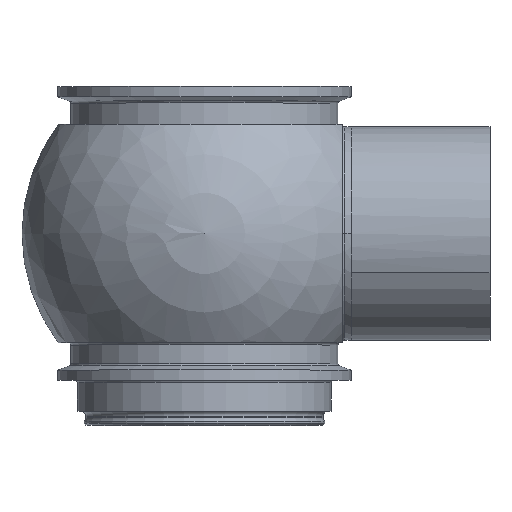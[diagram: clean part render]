
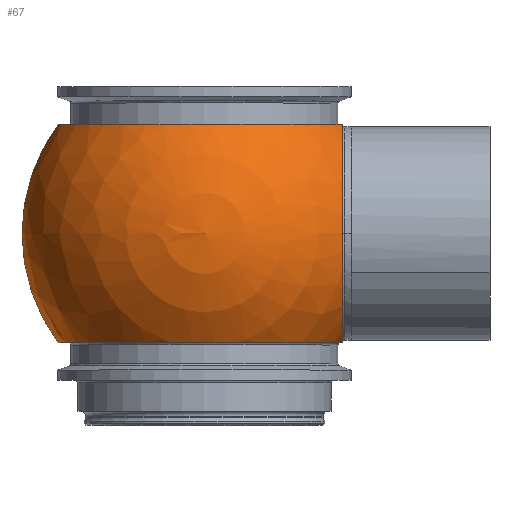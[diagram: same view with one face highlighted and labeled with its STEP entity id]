
A CAD part, top view. The second image highlights one B-rep face of the part: STEP entity #67.
In plain terms, the highlighted spherical face has radius 65.075 mm.
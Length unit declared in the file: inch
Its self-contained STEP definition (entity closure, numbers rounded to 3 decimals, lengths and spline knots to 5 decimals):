
#61 = DIRECTION ( 'NONE',  ( -1., 0., 0. ) ) ;
#67 = ADVANCED_FACE ( 'NONE', ( #829 ), #807, .T. ) ;
#96 = ORIENTED_EDGE ( 'NONE', *, *, #514, .F. ) ;
#128 = CARTESIAN_POINT ( 'NONE',  ( 1.938, 2.693, 0. ) ) ;
#136 = ORIENTED_EDGE ( 'NONE', *, *, #1284, .T. ) ;
#168 = DIRECTION ( 'NONE',  ( 0., 0., 1. ) ) ;
#184 = AXIS2_PLACEMENT_3D ( 'NONE', #128, #949, #244 ) ;
#190 = VERTEX_POINT ( 'NONE', #858 ) ;
#204 = DIRECTION ( 'NONE',  ( 0., 0., -1. ) ) ;
#240 = VERTEX_POINT ( 'NONE', #1381 ) ;
#244 = DIRECTION ( 'NONE',  ( 0., 0., 1. ) ) ;
#298 = CIRCLE ( 'NONE', #484, 2.052 ) ;
#301 = AXIS2_PLACEMENT_3D ( 'NONE', #1020, #328, #1133 ) ;
#328 = DIRECTION ( 'NONE',  ( 0., 1., 0. ) ) ;
#329 = CIRCLE ( 'NONE', #1169, 2.562 ) ;
#407 = VERTEX_POINT ( 'NONE', #1001 ) ;
#484 = AXIS2_PLACEMENT_3D ( 'NONE', #1398, #757, #61 ) ;
#514 = EDGE_CURVE ( 'NONE', #407, #240, #329, .T. ) ;
#523 = DIRECTION ( 'NONE',  ( -1., 0., 0. ) ) ;
#524 = ORIENTED_EDGE ( 'NONE', *, *, #1365, .F. ) ;
#526 = ORIENTED_EDGE ( 'NONE', *, *, #1124, .F. ) ;
#725 = CARTESIAN_POINT ( 'NONE',  ( 1.938, 4.227, 0.67442 ) ) ;
#757 = DIRECTION ( 'NONE',  ( 0., 1., 0. ) ) ;
#807 = SPHERICAL_SURFACE ( 'NONE', #1294, 2.562 ) ;
#829 = FACE_OUTER_BOUND ( 'NONE', #962, .T. ) ;
#843 = CIRCLE ( 'NONE', #301, 2.05498 ) ;
#858 = CARTESIAN_POINT ( 'NONE',  ( 1.938, 1.163, 0.68345 ) ) ;
#906 = CARTESIAN_POINT ( 'NONE',  ( 0., 2.693, 0. ) ) ;
#949 = DIRECTION ( 'NONE',  ( 1., 0., 0. ) ) ;
#962 = EDGE_LOOP ( 'NONE', ( #96, #136, #524, #526 ) ) ;
#984 = VERTEX_POINT ( 'NONE', #725 ) ;
#1001 = CARTESIAN_POINT ( 'NONE',  ( -2.05498, 1.163, 0. ) ) ;
#1019 = DIRECTION ( 'NONE',  ( -1., 0., 0. ) ) ;
#1020 = CARTESIAN_POINT ( 'NONE',  ( 0., 1.163, 0. ) ) ;
#1124 = EDGE_CURVE ( 'NONE', #240, #984, #298, .T. ) ;
#1133 = DIRECTION ( 'NONE',  ( -1., 0., 0. ) ) ;
#1149 = CIRCLE ( 'NONE', #184, 1.67571 ) ;
#1169 = AXIS2_PLACEMENT_3D ( 'NONE', #906, #204, #1019 ) ;
#1284 = EDGE_CURVE ( 'NONE', #407, #190, #843, .T. ) ;
#1294 = AXIS2_PLACEMENT_3D ( 'NONE', #1397, #168, #523 ) ;
#1365 = EDGE_CURVE ( 'NONE', #984, #190, #1149, .T. ) ;
#1381 = CARTESIAN_POINT ( 'NONE',  ( -2.052, 4.227, 0. ) ) ;
#1397 = CARTESIAN_POINT ( 'NONE',  ( 0., 2.693, 0. ) ) ;
#1398 = CARTESIAN_POINT ( 'NONE',  ( 0., 4.227, 0. ) ) ;
